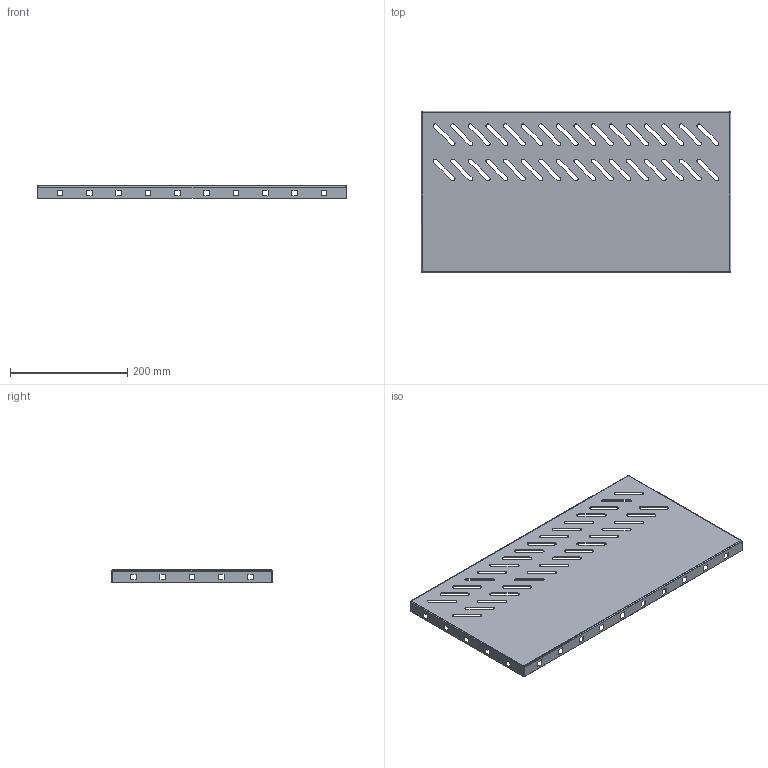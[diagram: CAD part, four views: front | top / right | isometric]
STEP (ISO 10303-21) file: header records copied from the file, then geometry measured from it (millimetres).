
FILE_DESCRIPTION (( 'STEP AP214' ), '1' );
FILE_NAME ('ÌÈ-2555.00.00.001 Ïåðåãîðîäêà ãîðèçîíòàëüíàÿ 600õ400.STEP', '2022-12-09T06:31:10', ( '' ), ( '' ), 'SwSTEP 2.0', 'SolidWorks 2021', '' );
FILE_SCHEMA (( 'AUTOMOTIVE_DESIGN' ));
Length unit declared in the file: millimetre
Products named in the file (1): ÌÈ-2555.00.00.001 Ïåðåãîðîäêà ãîðèçîíòàëüíàÿ 600õ400
Bounding box: 528 x 275 x 21 mm (x, y, z)
Volume: 162523.7 mm3; surface area: 331414.8 mm2
Topology: 1 solids, 1 shells, 318 faces, 916 edges, 600 vertices
Faces by surface type: plane 206, cylinder 104, bspline 8
Entity records: 11310 total; most frequent: CARTESIAN_POINT 2587, ORIENTED_EDGE 1832, DIRECTION 1702, EDGE_CURVE 916, LINE 696, VECTOR 696, VERTEX_POINT 600, AXIS2_PLACEMENT_3D 503
